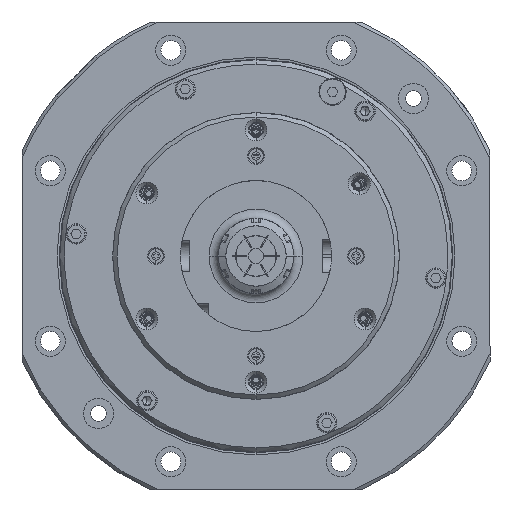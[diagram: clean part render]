
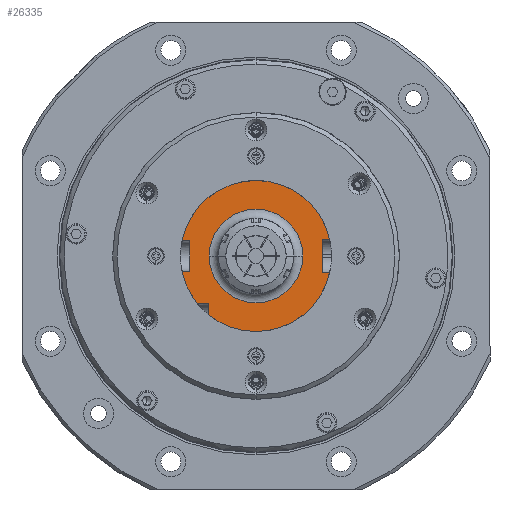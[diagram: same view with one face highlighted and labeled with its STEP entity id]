
A CAD part, left-side view. The second image highlights one B-rep face of the part: STEP entity #26335.
In plain terms, the highlighted planar face has unit normal (-1, 0, 0).
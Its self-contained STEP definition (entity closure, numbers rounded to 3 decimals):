
#532 = EDGE_CURVE ( 'NONE', #46849, #46344, #6290, .T. ) ;
#724 = CARTESIAN_POINT ( 'NONE',  ( -29., 44., -10. ) ) ;
#727 = CARTESIAN_POINT ( 'NONE',  ( -29., 31.5, -38.83 ) ) ;
#732 = CARTESIAN_POINT ( 'NONE',  ( -29., 44., 10. ) ) ;
#733 = CARTESIAN_POINT ( 'NONE',  ( -29., -44., -11. ) ) ;
#755 = CARTESIAN_POINT ( 'NONE',  ( -29., 48.99, 10. ) ) ;
#869 = CARTESIAN_POINT ( 'NONE',  ( -29., 31.5, -31.5 ) ) ;
#885 = CARTESIAN_POINT ( 'NONE',  ( -29., 31., 0. ) ) ;
#894 = CARTESIAN_POINT ( 'NONE',  ( -29., -31., 0. ) ) ;
#903 = CARTESIAN_POINT ( 'NONE',  ( -29., -48.775, -11. ) ) ;
#912 = CARTESIAN_POINT ( 'NONE',  ( -29., 48.99, -10. ) ) ;
#928 = CARTESIAN_POINT ( 'NONE',  ( -29., -48.775, 11. ) ) ;
#931 = CARTESIAN_POINT ( 'NONE',  ( -29., -44., 11. ) ) ;
#981 = EDGE_CURVE ( 'NONE', #46434, #46249, #6148, .T. ) ;
#1618 = CIRCLE ( 'NONE', #37892, 31. ) ;
#1671 = CIRCLE ( 'NONE', #37912, 50. ) ;
#1912 = VECTOR ( 'NONE', #60706, 1000. ) ;
#1915 = LINE ( 'NONE', #60704, #1912 ) ;
#2122 = CIRCLE ( 'NONE', #38059, 50. ) ;
#2156 = CIRCLE ( 'NONE', #38072, 31. ) ;
#2248 = VECTOR ( 'NONE', #33141, 1000. ) ;
#2257 = LINE ( 'NONE', #31156, #2248 ) ;
#2261 = VECTOR ( 'NONE', #30923, 1000. ) ;
#2263 = LINE ( 'NONE', #30920, #2261 ) ;
#2368 = VECTOR ( 'NONE', #29924, 1000. ) ;
#2375 = LINE ( 'NONE', #29934, #2368 ) ;
#6146 = VECTOR ( 'NONE', #22036, 1000. ) ;
#6148 = LINE ( 'NONE', #22031, #6146 ) ;
#6288 = VECTOR ( 'NONE', #55369, 1000. ) ;
#6290 = LINE ( 'NONE', #55372, #6288 ) ;
#7582 = FACE_BOUND ( 'NONE', #46414, .T. ) ;
#7800 = FACE_OUTER_BOUND ( 'NONE', #46469, .T. ) ;
#13399 = CARTESIAN_POINT ( 'NONE',  ( -29., 0., 0. ) ) ;
#13400 = DIRECTION ( 'NONE',  ( 1., 0., 0. ) ) ;
#13401 = DIRECTION ( 'NONE',  ( 0., -1., 0. ) ) ;
#13463 = DIRECTION ( 'NONE',  ( 0., 1., 0. ) ) ;
#13467 = CARTESIAN_POINT ( 'NONE',  ( -29., -50.001, 11. ) ) ;
#13481 = CARTESIAN_POINT ( 'NONE',  ( -29., -44., 11. ) ) ;
#13482 = DIRECTION ( 'NONE',  ( 0., 0., -1. ) ) ;
#19964 = CARTESIAN_POINT ( 'NONE',  ( -29., 38.83, -31.5 ) ) ;
#20252 = CARTESIAN_POINT ( 'NONE',  ( -29., 0., -50. ) ) ;
#20255 = PLANE ( 'NONE',  #48196 ) ;
#20257 = DIRECTION ( 'NONE',  ( 1., 0., 0. ) ) ;
#20258 = DIRECTION ( 'NONE',  ( 0., -1., 0. ) ) ;
#21247 = ORIENTED_EDGE ( 'NONE', *, *, #61015, .T. ) ;
#21248 = ORIENTED_EDGE ( 'NONE', *, *, #62123, .T. ) ;
#21249 = ORIENTED_EDGE ( 'NONE', *, *, #61090, .F. ) ;
#21250 = ORIENTED_EDGE ( 'NONE', *, *, #60794, .T. ) ;
#21251 = ORIENTED_EDGE ( 'NONE', *, *, #60507, .T. ) ;
#21252 = ORIENTED_EDGE ( 'NONE', *, *, #61964, .F. ) ;
#21253 = ORIENTED_EDGE ( 'NONE', *, *, #532, .T. ) ;
#21254 = ORIENTED_EDGE ( 'NONE', *, *, #49903, .F. ) ;
#21255 = ORIENTED_EDGE ( 'NONE', *, *, #49894, .F. ) ;
#21256 = ORIENTED_EDGE ( 'NONE', *, *, #49858, .F. ) ;
#21257 = ORIENTED_EDGE ( 'NONE', *, *, #61470, .T. ) ;
#21258 = ORIENTED_EDGE ( 'NONE', *, *, #981, .T. ) ;
#21259 = ORIENTED_EDGE ( 'NONE', *, *, #60819, .F. ) ;
#22031 = CARTESIAN_POINT ( 'NONE',  ( -29., 44., 10. ) ) ;
#22036 = DIRECTION ( 'NONE',  ( 0., 0., -1. ) ) ;
#24056 = VERTEX_POINT ( 'NONE', #19964 ) ;
#26335 = ADVANCED_FACE ( 'NONE', ( #7582, #7800 ), #20255, .F. ) ;
#29924 = DIRECTION ( 'NONE',  ( 0., 0., -1. ) ) ;
#29934 = CARTESIAN_POINT ( 'NONE',  ( -29., 31.5, -42.5 ) ) ;
#30920 = CARTESIAN_POINT ( 'NONE',  ( -29., 50.001, -31.5 ) ) ;
#30923 = DIRECTION ( 'NONE',  ( 0., -1., 0. ) ) ;
#31156 = CARTESIAN_POINT ( 'NONE',  ( -29., 50.001, -10. ) ) ;
#33141 = DIRECTION ( 'NONE',  ( 0., -1., 0. ) ) ;
#33626 = CARTESIAN_POINT ( 'NONE',  ( -29., 0., 0. ) ) ;
#33627 = DIRECTION ( 'NONE',  ( 1., 0., 0. ) ) ;
#33628 = DIRECTION ( 'NONE',  ( 0., -1., 0. ) ) ;
#33779 = CARTESIAN_POINT ( 'NONE',  ( -29., 0., 0. ) ) ;
#33780 = DIRECTION ( 'NONE',  ( 1., 0., 0. ) ) ;
#33781 = DIRECTION ( 'NONE',  ( 0., -1., 0. ) ) ;
#37892 = AXIS2_PLACEMENT_3D ( 'NONE', #51830, #51831, #51832 ) ;
#37912 = AXIS2_PLACEMENT_3D ( 'NONE', #61774, #61776, #61778 ) ;
#38059 = AXIS2_PLACEMENT_3D ( 'NONE', #33779, #33780, #33781 ) ;
#38072 = AXIS2_PLACEMENT_3D ( 'NONE', #33626, #33627, #33628 ) ;
#38562 = AXIS2_PLACEMENT_3D ( 'NONE', #13399, #13400, #13401 ) ;
#46244 = VERTEX_POINT ( 'NONE', #727 ) ;
#46249 = VERTEX_POINT ( 'NONE', #724 ) ;
#46344 = VERTEX_POINT ( 'NONE', #733 ) ;
#46414 = EDGE_LOOP ( 'NONE', ( #21247, #21248 ) ) ;
#46434 = VERTEX_POINT ( 'NONE', #732 ) ;
#46469 = EDGE_LOOP ( 'NONE', ( #21249, #21250, #21251, #21252, #21253, #21254, #21255, #21256, #21257, #21258, #21259 ) ) ;
#46522 = VERTEX_POINT ( 'NONE', #755 ) ;
#46777 = VERTEX_POINT ( 'NONE', #869 ) ;
#46809 = VERTEX_POINT ( 'NONE', #885 ) ;
#46815 = VERTEX_POINT ( 'NONE', #894 ) ;
#46849 = VERTEX_POINT ( 'NONE', #903 ) ;
#46863 = VERTEX_POINT ( 'NONE', #912 ) ;
#46881 = VERTEX_POINT ( 'NONE', #928 ) ;
#46887 = VERTEX_POINT ( 'NONE', #931 ) ;
#48196 = AXIS2_PLACEMENT_3D ( 'NONE', #20252, #20257, #20258 ) ;
#49858 = EDGE_CURVE ( 'NONE', #46522, #46881, #60119, .T. ) ;
#49894 = EDGE_CURVE ( 'NONE', #46881, #46887, #60083, .T. ) ;
#49903 = EDGE_CURVE ( 'NONE', #46887, #46344, #60063, .T. ) ;
#51830 = CARTESIAN_POINT ( 'NONE',  ( -29., 0., 0. ) ) ;
#51831 = DIRECTION ( 'NONE',  ( 1., 0., 0. ) ) ;
#51832 = DIRECTION ( 'NONE',  ( 0., -1., 0. ) ) ;
#55369 = DIRECTION ( 'NONE',  ( 0., 1., 0. ) ) ;
#55372 = CARTESIAN_POINT ( 'NONE',  ( -29., -50.001, -11. ) ) ;
#60061 = VECTOR ( 'NONE', #13482, 1000. ) ;
#60063 = LINE ( 'NONE', #13481, #60061 ) ;
#60071 = VECTOR ( 'NONE', #13463, 1000. ) ;
#60083 = LINE ( 'NONE', #13467, #60071 ) ;
#60119 = CIRCLE ( 'NONE', #38562, 50. ) ;
#60507 = EDGE_CURVE ( 'NONE', #46777, #46244, #2375, .T. ) ;
#60704 = CARTESIAN_POINT ( 'NONE',  ( -29., 50.001, 10. ) ) ;
#60706 = DIRECTION ( 'NONE',  ( 0., -1., 0. ) ) ;
#60794 = EDGE_CURVE ( 'NONE', #24056, #46777, #2263, .T. ) ;
#60819 = EDGE_CURVE ( 'NONE', #46863, #46249, #2257, .T. ) ;
#61015 = EDGE_CURVE ( 'NONE', #46815, #46809, #2156, .T. ) ;
#61090 = EDGE_CURVE ( 'NONE', #24056, #46863, #2122, .T. ) ;
#61470 = EDGE_CURVE ( 'NONE', #46522, #46434, #1915, .T. ) ;
#61774 = CARTESIAN_POINT ( 'NONE',  ( -29., 0., 0. ) ) ;
#61776 = DIRECTION ( 'NONE',  ( 1., 0., 0. ) ) ;
#61778 = DIRECTION ( 'NONE',  ( 0., -1., 0. ) ) ;
#61964 = EDGE_CURVE ( 'NONE', #46849, #46244, #1671, .T. ) ;
#62123 = EDGE_CURVE ( 'NONE', #46809, #46815, #1618, .T. ) ;
